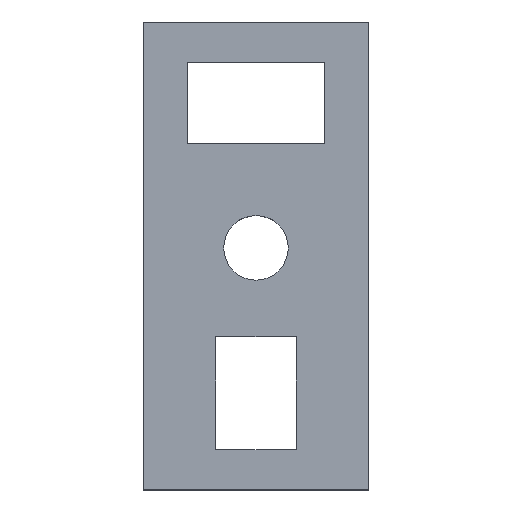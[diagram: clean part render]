
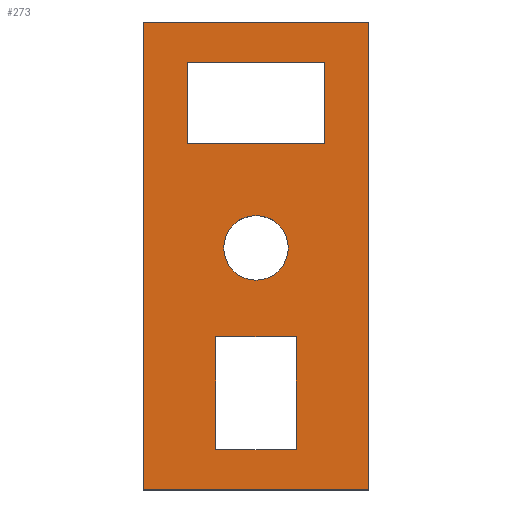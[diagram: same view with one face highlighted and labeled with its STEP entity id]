
A CAD part, top view. The second image highlights one B-rep face of the part: STEP entity #273.
In plain terms, the highlighted planar face has unit normal (0, 0, 1).
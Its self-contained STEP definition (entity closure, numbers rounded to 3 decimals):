
#1 = CARTESIAN_POINT ( 'NONE',  ( 14.25, 31.5, 3. ) ) ;
#5 = ORIENTED_EDGE ( 'NONE', *, *, #347, .F. ) ;
#8 = AXIS2_PLACEMENT_3D ( 'NONE', #144, #290, #416 ) ;
#10 = EDGE_LOOP ( 'NONE', ( #190, #423 ) ) ;
#17 = ORIENTED_EDGE ( 'NONE', *, *, #245, .T. ) ;
#25 = ORIENTED_EDGE ( 'NONE', *, *, #487, .F. ) ;
#29 = VERTEX_POINT ( 'NONE', #477 ) ;
#37 = VECTOR ( 'NONE', #557, 1000. ) ;
#47 = EDGE_CURVE ( 'NONE', #280, #499, #399, .T. ) ;
#51 = ORIENTED_EDGE ( 'NONE', *, *, #460, .F. ) ;
#57 = VECTOR ( 'NONE', #466, 1000. ) ;
#62 = DIRECTION ( 'NONE',  ( 0., 1., 0. ) ) ;
#63 = VERTEX_POINT ( 'NONE', #478 ) ;
#64 = CARTESIAN_POINT ( 'NONE',  ( 12.5, 14.5, 3. ) ) ;
#65 = DIRECTION ( 'NONE',  ( 0., 0., -1. ) ) ;
#67 = LINE ( 'NONE', #548, #37 ) ;
#77 = EDGE_CURVE ( 'NONE', #131, #29, #463, .T. ) ;
#80 = VERTEX_POINT ( 'NONE', #397 ) ;
#89 = CARTESIAN_POINT ( 'NONE',  ( 5.75, 26.5, 3. ) ) ;
#93 = VERTEX_POINT ( 'NONE', #213 ) ;
#95 = ORIENTED_EDGE ( 'NONE', *, *, #524, .F. ) ;
#97 = VECTOR ( 'NONE', #552, 1000. ) ;
#98 = CARTESIAN_POINT ( 'NONE',  ( 3., 5., 3. ) ) ;
#101 = EDGE_LOOP ( 'NONE', ( #51, #25, #541, #333 ) ) ;
#102 = LINE ( 'NONE', #186, #444 ) ;
#106 = CARTESIAN_POINT ( 'NONE',  ( 5.75, 31.5, 3. ) ) ;
#113 = CARTESIAN_POINT ( 'NONE',  ( 7.5, 14.5, 3. ) ) ;
#116 = CARTESIAN_POINT ( 'NONE',  ( 17., 5., 3. ) ) ;
#121 = VERTEX_POINT ( 'NONE', #579 ) ;
#123 = DIRECTION ( 'NONE',  ( 0., -1., 0. ) ) ;
#126 = EDGE_CURVE ( 'NONE', #243, #180, #178, .T. ) ;
#127 = CARTESIAN_POINT ( 'NONE',  ( 7.5, 7.5, 3. ) ) ;
#131 = VERTEX_POINT ( 'NONE', #442 ) ;
#141 = CARTESIAN_POINT ( 'NONE',  ( 17., 34., 3. ) ) ;
#143 = CARTESIAN_POINT ( 'NONE',  ( 0., 34., 3. ) ) ;
#144 = CARTESIAN_POINT ( 'NONE',  ( 10., 20., 3. ) ) ;
#154 = VERTEX_POINT ( 'NONE', #127 ) ;
#156 = DIRECTION ( 'NONE',  ( 1., 0., 0. ) ) ;
#158 = EDGE_CURVE ( 'NONE', #63, #509, #274, .T. ) ;
#166 = AXIS2_PLACEMENT_3D ( 'NONE', #239, #65, #414 ) ;
#167 = VECTOR ( 'NONE', #392, 1000. ) ;
#178 = LINE ( 'NONE', #359, #185 ) ;
#180 = VERTEX_POINT ( 'NONE', #370 ) ;
#182 = ORIENTED_EDGE ( 'NONE', *, *, #126, .F. ) ;
#184 = ORIENTED_EDGE ( 'NONE', *, *, #561, .F. ) ;
#185 = VECTOR ( 'NONE', #535, 1000. ) ;
#186 = CARTESIAN_POINT ( 'NONE',  ( 3., 0., 3. ) ) ;
#187 = VECTOR ( 'NONE', #505, 1000. ) ;
#189 = FACE_BOUND ( 'NONE', #10, .T. ) ;
#190 = ORIENTED_EDGE ( 'NONE', *, *, #343, .F. ) ;
#200 = VECTOR ( 'NONE', #62, 1000. ) ;
#203 = LINE ( 'NONE', #143, #167 ) ;
#208 = EDGE_LOOP ( 'NONE', ( #182, #184, #512, #5 ) ) ;
#213 = CARTESIAN_POINT ( 'NONE',  ( 12.5, 7.5, 3. ) ) ;
#222 = CARTESIAN_POINT ( 'NONE',  ( 5.75, 31.5, 3. ) ) ;
#239 = CARTESIAN_POINT ( 'NONE',  ( 0., 0., 3. ) ) ;
#241 = DIRECTION ( 'NONE',  ( 0., -1., 0. ) ) ;
#243 = VERTEX_POINT ( 'NONE', #89 ) ;
#244 = CARTESIAN_POINT ( 'NONE',  ( 7.5, 14.5, 3. ) ) ;
#245 = EDGE_CURVE ( 'NONE', #373, #499, #268, .T. ) ;
#247 = DIRECTION ( 'NONE',  ( 0., 1., 0. ) ) ;
#253 = CARTESIAN_POINT ( 'NONE',  ( 10., 20., 3. ) ) ;
#268 = LINE ( 'NONE', #448, #355 ) ;
#273 = ADVANCED_FACE ( 'NONE', ( #546, #329, #426, #189 ), #372, .F. ) ;
#274 = LINE ( 'NONE', #222, #521 ) ;
#280 = VERTEX_POINT ( 'NONE', #141 ) ;
#287 = AXIS2_PLACEMENT_3D ( 'NONE', #253, #436, #156 ) ;
#290 = DIRECTION ( 'NONE',  ( 0., 0., 1. ) ) ;
#292 = LINE ( 'NONE', #517, #57 ) ;
#313 = VECTOR ( 'NONE', #123, 1000. ) ;
#315 = VECTOR ( 'NONE', #241, 1000. ) ;
#329 = FACE_BOUND ( 'NONE', #208, .T. ) ;
#333 = ORIENTED_EDGE ( 'NONE', *, *, #545, .F. ) ;
#343 = EDGE_CURVE ( 'NONE', #29, #131, #389, .T. ) ;
#347 = EDGE_CURVE ( 'NONE', #180, #63, #507, .T. ) ;
#355 = VECTOR ( 'NONE', #410, 1000. ) ;
#359 = CARTESIAN_POINT ( 'NONE',  ( 5.75, 26.5, 3. ) ) ;
#370 = CARTESIAN_POINT ( 'NONE',  ( 14.25, 26.5, 3. ) ) ;
#372 = PLANE ( 'NONE',  #166 ) ;
#373 = VERTEX_POINT ( 'NONE', #98 ) ;
#377 = LINE ( 'NONE', #64, #97 ) ;
#383 = EDGE_LOOP ( 'NONE', ( #441, #547, #95, #17 ) ) ;
#389 = CIRCLE ( 'NONE', #8, 2. ) ;
#392 = DIRECTION ( 'NONE',  ( 1., 0., 0. ) ) ;
#397 = CARTESIAN_POINT ( 'NONE',  ( 3., 34., 3. ) ) ;
#399 = LINE ( 'NONE', #530, #313 ) ;
#410 = DIRECTION ( 'NONE',  ( 1., 0., 0. ) ) ;
#414 = DIRECTION ( 'NONE',  ( -1., 0., 0. ) ) ;
#416 = DIRECTION ( 'NONE',  ( 1., 0., 0. ) ) ;
#423 = ORIENTED_EDGE ( 'NONE', *, *, #77, .F. ) ;
#426 = FACE_BOUND ( 'NONE', #101, .T. ) ;
#428 = CARTESIAN_POINT ( 'NONE',  ( 5.75, 31.5, 3. ) ) ;
#436 = DIRECTION ( 'NONE',  ( 0., 0., 1. ) ) ;
#441 = ORIENTED_EDGE ( 'NONE', *, *, #47, .F. ) ;
#442 = CARTESIAN_POINT ( 'NONE',  ( 8., 20., 3. ) ) ;
#444 = VECTOR ( 'NONE', #247, 1000. ) ;
#448 = CARTESIAN_POINT ( 'NONE',  ( 0., 5., 3. ) ) ;
#452 = DIRECTION ( 'NONE',  ( -1., 0., 0. ) ) ;
#460 = EDGE_CURVE ( 'NONE', #154, #93, #292, .T. ) ;
#463 = CIRCLE ( 'NONE', #287, 2. ) ;
#466 = DIRECTION ( 'NONE',  ( 1., 0., 0. ) ) ;
#471 = VERTEX_POINT ( 'NONE', #244 ) ;
#477 = CARTESIAN_POINT ( 'NONE',  ( 12., 20., 3. ) ) ;
#478 = CARTESIAN_POINT ( 'NONE',  ( 14.25, 31.5, 3. ) ) ;
#487 = EDGE_CURVE ( 'NONE', #471, #154, #559, .T. ) ;
#499 = VERTEX_POINT ( 'NONE', #116 ) ;
#505 = DIRECTION ( 'NONE',  ( 0., -1., 0. ) ) ;
#507 = LINE ( 'NONE', #1, #200 ) ;
#509 = VERTEX_POINT ( 'NONE', #106 ) ;
#512 = ORIENTED_EDGE ( 'NONE', *, *, #158, .F. ) ;
#517 = CARTESIAN_POINT ( 'NONE',  ( 7.5, 7.5, 3. ) ) ;
#519 = LINE ( 'NONE', #428, #187 ) ;
#521 = VECTOR ( 'NONE', #452, 1000. ) ;
#524 = EDGE_CURVE ( 'NONE', #373, #80, #102, .T. ) ;
#530 = CARTESIAN_POINT ( 'NONE',  ( 17., 0., 3. ) ) ;
#535 = DIRECTION ( 'NONE',  ( 1., 0., 0. ) ) ;
#541 = ORIENTED_EDGE ( 'NONE', *, *, #549, .F. ) ;
#545 = EDGE_CURVE ( 'NONE', #93, #121, #377, .T. ) ;
#546 = FACE_OUTER_BOUND ( 'NONE', #383, .T. ) ;
#547 = ORIENTED_EDGE ( 'NONE', *, *, #556, .F. ) ;
#548 = CARTESIAN_POINT ( 'NONE',  ( 7.5, 14.5, 3. ) ) ;
#549 = EDGE_CURVE ( 'NONE', #121, #471, #67, .T. ) ;
#552 = DIRECTION ( 'NONE',  ( 0., 1., 0. ) ) ;
#556 = EDGE_CURVE ( 'NONE', #80, #280, #203, .T. ) ;
#557 = DIRECTION ( 'NONE',  ( -1., 0., 0. ) ) ;
#559 = LINE ( 'NONE', #113, #315 ) ;
#561 = EDGE_CURVE ( 'NONE', #509, #243, #519, .T. ) ;
#579 = CARTESIAN_POINT ( 'NONE',  ( 12.5, 14.5, 3. ) ) ;
